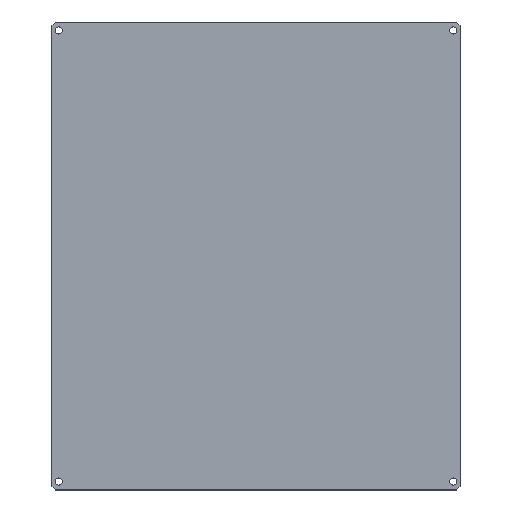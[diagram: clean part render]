
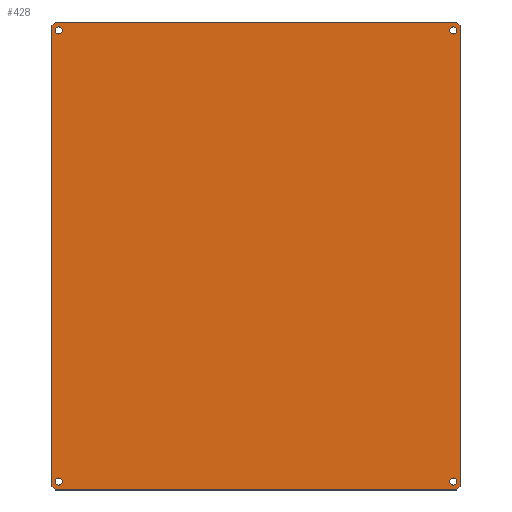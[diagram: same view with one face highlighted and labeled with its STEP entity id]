
A CAD part, top view. The second image highlights one B-rep face of the part: STEP entity #428.
In plain terms, the highlighted planar face has unit normal (0, 0, 1).
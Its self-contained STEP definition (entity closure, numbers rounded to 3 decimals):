
#1 = CARTESIAN_POINT ( 'NONE',  ( -181., 204.5, 2. ) ) ;
#4 = DIRECTION ( 'NONE',  ( 0., 0., 1. ) ) ;
#19 = FACE_BOUND ( 'NONE', #416, .T. ) ;
#24 = AXIS2_PLACEMENT_3D ( 'NONE', #375, #482, #619 ) ;
#27 = ORIENTED_EDGE ( 'NONE', *, *, #510, .T. ) ;
#32 = VERTEX_POINT ( 'NONE', #394 ) ;
#37 = EDGE_LOOP ( 'NONE', ( #87, #581 ) ) ;
#38 = LINE ( 'NONE', #455, #420 ) ;
#39 = VERTEX_POINT ( 'NONE', #195 ) ;
#40 = AXIS2_PLACEMENT_3D ( 'NONE', #268, #57, #160 ) ;
#47 = ORIENTED_EDGE ( 'NONE', *, *, #267, .T. ) ;
#49 = EDGE_CURVE ( 'NONE', #155, #538, #273, .T. ) ;
#53 = VERTEX_POINT ( 'NONE', #108 ) ;
#57 = DIRECTION ( 'NONE',  ( 0., 0., 1. ) ) ;
#58 = EDGE_CURVE ( 'NONE', #423, #157, #443, .T. ) ;
#62 = CARTESIAN_POINT ( 'NONE',  ( -178.175, 200., 2. ) ) ;
#64 = AXIS2_PLACEMENT_3D ( 'NONE', #272, #122, #372 ) ;
#67 = DIRECTION ( 'NONE',  ( -1., 0., 0. ) ) ;
#74 = DIRECTION ( 'NONE',  ( 0., 0., -1. ) ) ;
#76 = ORIENTED_EDGE ( 'NONE', *, *, #610, .F. ) ;
#87 = ORIENTED_EDGE ( 'NONE', *, *, #235, .F. ) ;
#94 = VERTEX_POINT ( 'NONE', #460 ) ;
#101 = LINE ( 'NONE', #148, #346 ) ;
#102 = VECTOR ( 'NONE', #608, 1000. ) ;
#106 = ORIENTED_EDGE ( 'NONE', *, *, #250, .F. ) ;
#108 = CARTESIAN_POINT ( 'NONE',  ( 181., -204.5, 2. ) ) ;
#110 = CARTESIAN_POINT ( 'NONE',  ( -171.825, -200., 2. ) ) ;
#113 = CIRCLE ( 'NONE', #474, 3.175 ) ;
#116 = CARTESIAN_POINT ( 'NONE',  ( 171.825, -200., 2. ) ) ;
#117 = ORIENTED_EDGE ( 'NONE', *, *, #367, .T. ) ;
#119 = CARTESIAN_POINT ( 'NONE',  ( 385.5, 0., 2. ) ) ;
#121 = EDGE_CURVE ( 'NONE', #538, #257, #576, .T. ) ;
#122 = DIRECTION ( 'NONE',  ( 0., 0., 1. ) ) ;
#128 = CARTESIAN_POINT ( 'NONE',  ( -175., 200., 2. ) ) ;
#133 = ORIENTED_EDGE ( 'NONE', *, *, #497, .F. ) ;
#135 = CARTESIAN_POINT ( 'NONE',  ( 178.175, 200., 2. ) ) ;
#136 = DIRECTION ( 'NONE',  ( 0., 0., 1. ) ) ;
#148 = CARTESIAN_POINT ( 'NONE',  ( 181., -204.5, 2. ) ) ;
#155 = VERTEX_POINT ( 'NONE', #1 ) ;
#156 = CARTESIAN_POINT ( 'NONE',  ( 171.825, 200., 2. ) ) ;
#157 = VERTEX_POINT ( 'NONE', #287 ) ;
#160 = DIRECTION ( 'NONE',  ( 1., 0., 0. ) ) ;
#166 = CIRCLE ( 'NONE', #487, 3.175 ) ;
#167 = CARTESIAN_POINT ( 'NONE',  ( -178., -207.5, 2. ) ) ;
#177 = VERTEX_POINT ( 'NONE', #245 ) ;
#179 = ORIENTED_EDGE ( 'NONE', *, *, #515, .T. ) ;
#186 = VECTOR ( 'NONE', #592, 1000. ) ;
#190 = CIRCLE ( 'NONE', #234, 3.175 ) ;
#194 = EDGE_CURVE ( 'NONE', #32, #423, #507, .T. ) ;
#195 = CARTESIAN_POINT ( 'NONE',  ( 178., -207.5, 2. ) ) ;
#200 = DIRECTION ( 'NONE',  ( 0., 1., 0. ) ) ;
#205 = VERTEX_POINT ( 'NONE', #135 ) ;
#207 = VECTOR ( 'NONE', #200, 1000. ) ;
#208 = DIRECTION ( 'NONE',  ( 1., 0., 0. ) ) ;
#213 = CARTESIAN_POINT ( 'NONE',  ( 175., -200., 2. ) ) ;
#214 = DIRECTION ( 'NONE',  ( 1., 0., 0. ) ) ;
#218 = DIRECTION ( 'NONE',  ( 0., 0., 1. ) ) ;
#234 = AXIS2_PLACEMENT_3D ( 'NONE', #256, #4, #356 ) ;
#235 = EDGE_CURVE ( 'NONE', #258, #177, #113, .T. ) ;
#240 = DIRECTION ( 'NONE',  ( 1., 0., 0. ) ) ;
#245 = CARTESIAN_POINT ( 'NONE',  ( -171.825, 200., 2. ) ) ;
#247 = VERTEX_POINT ( 'NONE', #156 ) ;
#250 = EDGE_CURVE ( 'NONE', #330, #94, #591, .T. ) ;
#256 = CARTESIAN_POINT ( 'NONE',  ( 175., 200., 2. ) ) ;
#257 = VERTEX_POINT ( 'NONE', #167 ) ;
#258 = VERTEX_POINT ( 'NONE', #62 ) ;
#259 = CIRCLE ( 'NONE', #40, 3.175 ) ;
#265 = CARTESIAN_POINT ( 'NONE',  ( -181., -204.5, 2. ) ) ;
#267 = EDGE_CURVE ( 'NONE', #157, #155, #554, .T. ) ;
#268 = CARTESIAN_POINT ( 'NONE',  ( 175., 200., 2. ) ) ;
#272 = CARTESIAN_POINT ( 'NONE',  ( -175., -200., 2. ) ) ;
#273 = LINE ( 'NONE', #499, #102 ) ;
#277 = EDGE_CURVE ( 'NONE', #247, #205, #259, .T. ) ;
#281 = AXIS2_PLACEMENT_3D ( 'NONE', #213, #218, #214 ) ;
#284 = VERTEX_POINT ( 'NONE', #542 ) ;
#287 = CARTESIAN_POINT ( 'NONE',  ( -178., 207.5, 2. ) ) ;
#291 = ORIENTED_EDGE ( 'NONE', *, *, #277, .F. ) ;
#297 = ORIENTED_EDGE ( 'NONE', *, *, #49, .T. ) ;
#307 = VERTEX_POINT ( 'NONE', #110 ) ;
#308 = CARTESIAN_POINT ( 'NONE',  ( 181., 204.5, 2. ) ) ;
#311 = CIRCLE ( 'NONE', #64, 3.175 ) ;
#316 = DIRECTION ( 'NONE',  ( 0.707, -0.707, 0. ) ) ;
#326 = EDGE_LOOP ( 'NONE', ( #364, #628, #47, #297, #369, #117, #27, #179 ) ) ;
#330 = VERTEX_POINT ( 'NONE', #116 ) ;
#344 = CARTESIAN_POINT ( 'NONE',  ( 178., 207.5, 2. ) ) ;
#346 = VECTOR ( 'NONE', #588, 1000. ) ;
#356 = DIRECTION ( 'NONE',  ( 1., 0., 0. ) ) ;
#363 = DIRECTION ( 'NONE',  ( 0., 0., 1. ) ) ;
#364 = ORIENTED_EDGE ( 'NONE', *, *, #194, .T. ) ;
#367 = EDGE_CURVE ( 'NONE', #257, #39, #38, .T. ) ;
#369 = ORIENTED_EDGE ( 'NONE', *, *, #121, .T. ) ;
#372 = DIRECTION ( 'NONE',  ( 1., 0., 0. ) ) ;
#374 = CARTESIAN_POINT ( 'NONE',  ( -178., 207.5, 2. ) ) ;
#375 = CARTESIAN_POINT ( 'NONE',  ( -175., -200., 2. ) ) ;
#377 = PLANE ( 'NONE',  #481 ) ;
#394 = CARTESIAN_POINT ( 'NONE',  ( 181., 204.5, 2. ) ) ;
#395 = EDGE_LOOP ( 'NONE', ( #291, #484 ) ) ;
#398 = FACE_OUTER_BOUND ( 'NONE', #326, .T. ) ;
#399 = VECTOR ( 'NONE', #316, 1000. ) ;
#413 = VECTOR ( 'NONE', #548, 1000. ) ;
#416 = EDGE_LOOP ( 'NONE', ( #106, #133 ) ) ;
#420 = VECTOR ( 'NONE', #545, 1000. ) ;
#422 = EDGE_CURVE ( 'NONE', #284, #307, #311, .T. ) ;
#423 = VERTEX_POINT ( 'NONE', #467 ) ;
#428 = ADVANCED_FACE ( 'NONE', ( #19, #544, #398, #505, #477 ), #377, .F. ) ;
#438 = CARTESIAN_POINT ( 'NONE',  ( 175., -200., 2. ) ) ;
#443 = LINE ( 'NONE', #374, #582 ) ;
#452 = DIRECTION ( 'NONE',  ( 1., 0., 0. ) ) ;
#454 = CIRCLE ( 'NONE', #471, 3.175 ) ;
#455 = CARTESIAN_POINT ( 'NONE',  ( -178., -207.5, 2. ) ) ;
#460 = CARTESIAN_POINT ( 'NONE',  ( 178.175, -200., 2. ) ) ;
#467 = CARTESIAN_POINT ( 'NONE',  ( 178., 207.5, 2. ) ) ;
#471 = AXIS2_PLACEMENT_3D ( 'NONE', #438, #495, #208 ) ;
#474 = AXIS2_PLACEMENT_3D ( 'NONE', #502, #363, #452 ) ;
#477 = FACE_BOUND ( 'NONE', #617, .T. ) ;
#481 = AXIS2_PLACEMENT_3D ( 'NONE', #119, #74, #67 ) ;
#482 = DIRECTION ( 'NONE',  ( 0., 0., 1. ) ) ;
#484 = ORIENTED_EDGE ( 'NONE', *, *, #549, .F. ) ;
#487 = AXIS2_PLACEMENT_3D ( 'NONE', #128, #136, #240 ) ;
#492 = CIRCLE ( 'NONE', #24, 3.175 ) ;
#495 = DIRECTION ( 'NONE',  ( 0., 0., 1. ) ) ;
#497 = EDGE_CURVE ( 'NONE', #94, #330, #454, .T. ) ;
#499 = CARTESIAN_POINT ( 'NONE',  ( -181., 204.5, 2. ) ) ;
#502 = CARTESIAN_POINT ( 'NONE',  ( -175., 200., 2. ) ) ;
#504 = DIRECTION ( 'NONE',  ( -1., 0., 0. ) ) ;
#505 = FACE_BOUND ( 'NONE', #395, .T. ) ;
#507 = LINE ( 'NONE', #344, #186 ) ;
#510 = EDGE_CURVE ( 'NONE', #39, #53, #101, .T. ) ;
#515 = EDGE_CURVE ( 'NONE', #53, #32, #567, .T. ) ;
#538 = VERTEX_POINT ( 'NONE', #583 ) ;
#542 = CARTESIAN_POINT ( 'NONE',  ( -178.175, -200., 2. ) ) ;
#544 = FACE_BOUND ( 'NONE', #37, .T. ) ;
#545 = DIRECTION ( 'NONE',  ( 1., 0., 0. ) ) ;
#548 = DIRECTION ( 'NONE',  ( -0.707, -0.707, 0. ) ) ;
#549 = EDGE_CURVE ( 'NONE', #205, #247, #190, .T. ) ;
#554 = LINE ( 'NONE', #599, #413 ) ;
#567 = LINE ( 'NONE', #308, #207 ) ;
#576 = LINE ( 'NONE', #265, #399 ) ;
#581 = ORIENTED_EDGE ( 'NONE', *, *, #621, .F. ) ;
#582 = VECTOR ( 'NONE', #504, 1000. ) ;
#583 = CARTESIAN_POINT ( 'NONE',  ( -181., -204.5, 2. ) ) ;
#588 = DIRECTION ( 'NONE',  ( 0.707, 0.707, 0. ) ) ;
#591 = CIRCLE ( 'NONE', #281, 3.175 ) ;
#592 = DIRECTION ( 'NONE',  ( -0.707, 0.707, 0. ) ) ;
#599 = CARTESIAN_POINT ( 'NONE',  ( -181., 204.5, 2. ) ) ;
#608 = DIRECTION ( 'NONE',  ( 0., -1., 0. ) ) ;
#610 = EDGE_CURVE ( 'NONE', #307, #284, #492, .T. ) ;
#611 = ORIENTED_EDGE ( 'NONE', *, *, #422, .F. ) ;
#617 = EDGE_LOOP ( 'NONE', ( #611, #76 ) ) ;
#619 = DIRECTION ( 'NONE',  ( 1., 0., 0. ) ) ;
#621 = EDGE_CURVE ( 'NONE', #177, #258, #166, .T. ) ;
#628 = ORIENTED_EDGE ( 'NONE', *, *, #58, .T. ) ;
